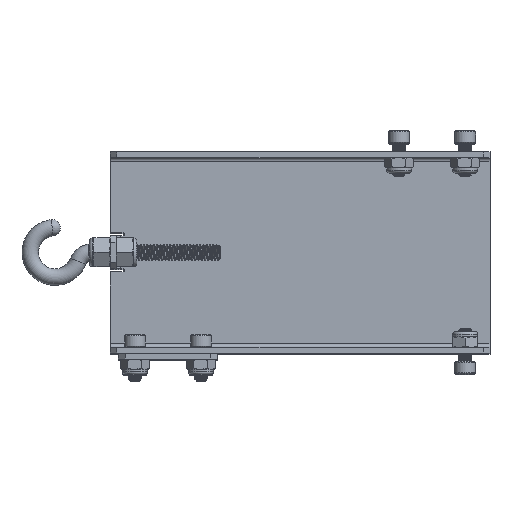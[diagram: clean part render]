
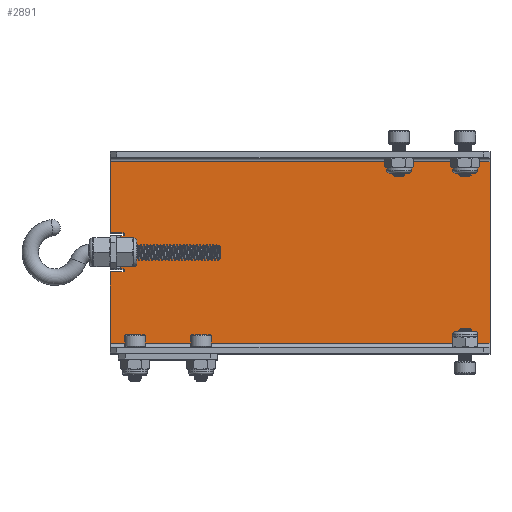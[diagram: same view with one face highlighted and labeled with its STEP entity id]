
A CAD part, top view. The second image highlights one B-rep face of the part: STEP entity #2891.
In plain terms, the highlighted planar face has unit normal (0, 0, 1).
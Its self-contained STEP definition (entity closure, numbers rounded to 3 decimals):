
#319=LINE('',#4359,#448);
#320=LINE('',#4361,#449);
#321=LINE('',#4363,#450);
#322=LINE('',#4365,#451);
#323=LINE('',#4367,#452);
#324=LINE('',#4369,#453);
#325=LINE('',#4371,#454);
#326=LINE('',#4375,#455);
#327=LINE('',#4377,#456);
#328=LINE('',#4378,#457);
#448=VECTOR('',#3513,4.953);
#449=VECTOR('',#3514,27.432);
#450=VECTOR('',#3515,146.05);
#451=VECTOR('',#3516,69.85);
#452=VECTOR('',#3517,146.05);
#453=VECTOR('',#3518,27.432);
#454=VECTOR('',#3519,4.953);
#455=VECTOR('',#3522,1.143);
#456=VECTOR('',#3523,12.7);
#457=VECTOR('',#3524,1.143);
#577=PLANE('',#3104);
#757=FACE_OUTER_BOUND('',#949,.T.);
#949=EDGE_LOOP('',(#2062,#2063,#2064,#2065,#2066,#2067,#2068,#2069,#2070,
#2071,#2072,#2073));
#1224=CIRCLE('',#3105,0.572);
#1225=CIRCLE('',#3106,0.572);
#1377=VERTEX_POINT('',#4355);
#1378=VERTEX_POINT('',#4356);
#1379=VERTEX_POINT('',#4358);
#1380=VERTEX_POINT('',#4360);
#1381=VERTEX_POINT('',#4362);
#1382=VERTEX_POINT('',#4364);
#1383=VERTEX_POINT('',#4366);
#1384=VERTEX_POINT('',#4368);
#1385=VERTEX_POINT('',#4370);
#1386=VERTEX_POINT('',#4372);
#1387=VERTEX_POINT('',#4374);
#1388=VERTEX_POINT('',#4376);
#1665=EDGE_CURVE('',#1377,#1378,#1224,.T.);
#1666=EDGE_CURVE('',#1379,#1377,#319,.T.);
#1667=EDGE_CURVE('',#1379,#1380,#320,.T.);
#1668=EDGE_CURVE('',#1381,#1380,#321,.T.);
#1669=EDGE_CURVE('',#1381,#1382,#322,.T.);
#1670=EDGE_CURVE('',#1383,#1382,#323,.T.);
#1671=EDGE_CURVE('',#1383,#1384,#324,.T.);
#1672=EDGE_CURVE('',#1385,#1384,#325,.T.);
#1673=EDGE_CURVE('',#1386,#1385,#1225,.T.);
#1674=EDGE_CURVE('',#1387,#1386,#326,.T.);
#1675=EDGE_CURVE('',#1388,#1387,#327,.T.);
#1676=EDGE_CURVE('',#1378,#1388,#328,.T.);
#2062=ORIENTED_EDGE('',*,*,#1665,.F.);
#2063=ORIENTED_EDGE('',*,*,#1666,.F.);
#2064=ORIENTED_EDGE('',*,*,#1667,.T.);
#2065=ORIENTED_EDGE('',*,*,#1668,.F.);
#2066=ORIENTED_EDGE('',*,*,#1669,.T.);
#2067=ORIENTED_EDGE('',*,*,#1670,.F.);
#2068=ORIENTED_EDGE('',*,*,#1671,.T.);
#2069=ORIENTED_EDGE('',*,*,#1672,.F.);
#2070=ORIENTED_EDGE('',*,*,#1673,.F.);
#2071=ORIENTED_EDGE('',*,*,#1674,.F.);
#2072=ORIENTED_EDGE('',*,*,#1675,.F.);
#2073=ORIENTED_EDGE('',*,*,#1676,.F.);
#2891=ADVANCED_FACE('',(#757),#577,.T.);
#3104=AXIS2_PLACEMENT_3D('',#4354,#3509,#3510);
#3105=AXIS2_PLACEMENT_3D('',#4357,#3511,#3512);
#3106=AXIS2_PLACEMENT_3D('',#4373,#3520,#3521);
#3509=DIRECTION('center_axis',(0.,0.,
1.));
#3510=DIRECTION('ref_axis',(1.,0.,0.));
#3511=DIRECTION('center_axis',(0.,0.,
1.));
#3512=DIRECTION('ref_axis',(1.,0.,0.));
#3513=DIRECTION('',(1.,0.,0.));
#3514=DIRECTION('',(0.,-1.,0.));
#3515=DIRECTION('',(-1.,0.,0.));
#3516=DIRECTION('',(0.,1.,0.));
#3517=DIRECTION('',(1.,0.,0.));
#3518=DIRECTION('',(0.,-1.,0.));
#3519=DIRECTION('',(-1.,0.,0.));
#3520=DIRECTION('center_axis',(0.,0.,
1.));
#3521=DIRECTION('ref_axis',(1.,0.,0.));
#3522=DIRECTION('',(1.,0.,0.));
#3523=DIRECTION('',(0.,1.,0.));
#3524=DIRECTION('',(-1.,0.,0.));
#4354=CARTESIAN_POINT('Origin',(-152.4,-77.47,3.556));
#4355=CARTESIAN_POINT('',(-143.652,-46.228,3.556));
#4356=CARTESIAN_POINT('',(-143.652,-45.085,3.556));
#4357=CARTESIAN_POINT('Origin',(-143.652,-45.657,3.556));
#4358=CARTESIAN_POINT('',(-148.605,-46.228,3.556));
#4359=CARTESIAN_POINT('',(-148.605,-46.228,3.556));
#4360=CARTESIAN_POINT('',(-148.605,-73.66,3.556));
#4361=CARTESIAN_POINT('',(-148.605,-77.47,3.556));
#4362=CARTESIAN_POINT('',(-2.555,-73.66,3.556));
#4363=CARTESIAN_POINT('',(0.,-73.66,3.556));
#4364=CARTESIAN_POINT('',(-2.555,-3.81,3.556));
#4365=CARTESIAN_POINT('',(-2.555,-77.47,3.556));
#4366=CARTESIAN_POINT('',(-148.605,-3.81,3.556));
#4367=CARTESIAN_POINT('',(-152.4,-3.81,3.556));
#4368=CARTESIAN_POINT('',(-148.605,-31.242,3.556));
#4369=CARTESIAN_POINT('',(-148.605,-77.47,3.556));
#4370=CARTESIAN_POINT('',(-143.652,-31.242,3.556));
#4371=CARTESIAN_POINT('',(-143.652,-31.242,3.556));
#4372=CARTESIAN_POINT('',(-143.652,-32.385,3.556));
#4373=CARTESIAN_POINT('Origin',(-143.652,-31.814,3.556));
#4374=CARTESIAN_POINT('',(-144.795,-32.385,3.556));
#4375=CARTESIAN_POINT('',(-144.795,-32.385,3.556));
#4376=CARTESIAN_POINT('',(-144.795,-45.085,3.556));
#4377=CARTESIAN_POINT('',(-144.795,-45.085,3.556));
#4378=CARTESIAN_POINT('',(-143.652,-45.085,3.556));
